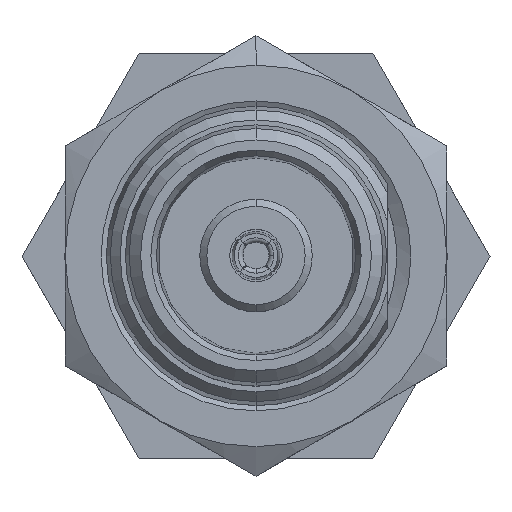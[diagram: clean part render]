
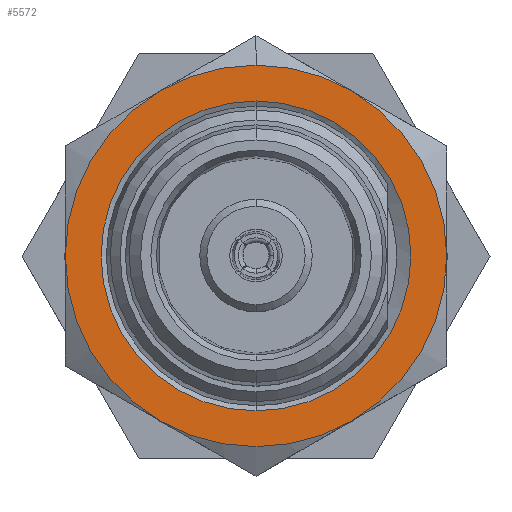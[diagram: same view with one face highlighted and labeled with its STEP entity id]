
A CAD part, top view. The second image highlights one B-rep face of the part: STEP entity #5572.
In plain terms, the highlighted planar face has unit normal (0, 0, 1).
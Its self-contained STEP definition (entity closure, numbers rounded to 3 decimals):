
#989 = ORIENTED_EDGE ( 'NONE', *, *, #5669, .T. ) ;
#1184 = CARTESIAN_POINT ( 'NONE',  ( 4., 6.928, -13.3 ) ) ;
#1364 = FACE_OUTER_BOUND ( 'NONE', #3186, .T. ) ;
#1531 = EDGE_CURVE ( 'NONE', #7131, #8325, #2519, .T. ) ;
#1637 = AXIS2_PLACEMENT_3D ( 'NONE', #10239, #2789, #8587 ) ;
#1828 = AXIS2_PLACEMENT_3D ( 'NONE', #3228, #6406, #2387 ) ;
#1900 = EDGE_CURVE ( 'NONE', #7696, #6236, #9305, .T. ) ;
#2005 = DIRECTION ( 'NONE',  ( 0., 0., 1. ) ) ;
#2116 = AXIS2_PLACEMENT_3D ( 'NONE', #5196, #9369, #7762 ) ;
#2125 = ORIENTED_EDGE ( 'NONE', *, *, #4830, .T. ) ;
#2199 = CARTESIAN_POINT ( 'NONE',  ( 0., 0., -13.3 ) ) ;
#2244 = CARTESIAN_POINT ( 'NONE',  ( 0., -6.5, -13.3 ) ) ;
#2340 = ORIENTED_EDGE ( 'NONE', *, *, #1531, .T. ) ;
#2387 = DIRECTION ( 'NONE',  ( 0., -1., 0. ) ) ;
#2490 = DIRECTION ( 'NONE',  ( 0., 1., 0. ) ) ;
#2519 = CIRCLE ( 'NONE', #2116, 8. ) ;
#2544 = CIRCLE ( 'NONE', #5881, 8. ) ;
#2758 = CARTESIAN_POINT ( 'NONE',  ( 0., 0., -13.3 ) ) ;
#2789 = DIRECTION ( 'NONE',  ( 0., 0., 1. ) ) ;
#2820 = DIRECTION ( 'NONE',  ( 0., -1., 0. ) ) ;
#3185 = CIRCLE ( 'NONE', #10884, 6.5 ) ;
#3186 = EDGE_LOOP ( 'NONE', ( #5605, #9462, #8729, #2340, #989, #7466, #2125 ) ) ;
#3228 = CARTESIAN_POINT ( 'NONE',  ( 0., 0., -13.3 ) ) ;
#3470 = DIRECTION ( 'NONE',  ( 0., 0., 1. ) ) ;
#3594 = CARTESIAN_POINT ( 'NONE',  ( 0., 0., -13.3 ) ) ;
#3696 = CIRCLE ( 'NONE', #5584, 8. ) ;
#3711 = DIRECTION ( 'NONE',  ( 0., 0., 1. ) ) ;
#3906 = EDGE_CURVE ( 'NONE', #6530, #7131, #2544, .T. ) ;
#4092 = CARTESIAN_POINT ( 'NONE',  ( -8., 0., -13.3 ) ) ;
#4401 = CARTESIAN_POINT ( 'NONE',  ( 0., 0., -13.3 ) ) ;
#4459 = DIRECTION ( 'NONE',  ( 0., 0., 1. ) ) ;
#4473 = EDGE_CURVE ( 'NONE', #9218, #6359, #6272, .T. ) ;
#4597 = VERTEX_POINT ( 'NONE', #2244 ) ;
#4641 = CARTESIAN_POINT ( 'NONE',  ( 0., 0., -13.3 ) ) ;
#4727 = AXIS2_PLACEMENT_3D ( 'NONE', #2758, #3470, #6042 ) ;
#4830 = EDGE_CURVE ( 'NONE', #6236, #9218, #6954, .T. ) ;
#5010 = CARTESIAN_POINT ( 'NONE',  ( -4., -6.928, -13.3 ) ) ;
#5061 = EDGE_LOOP ( 'NONE', ( #5798, #6566 ) ) ;
#5089 = VERTEX_POINT ( 'NONE', #9121 ) ;
#5126 = PLANE ( 'NONE',  #10779 ) ;
#5196 = CARTESIAN_POINT ( 'NONE',  ( 0., 0., -13.3 ) ) ;
#5565 = CIRCLE ( 'NONE', #1637, 6.5 ) ;
#5572 = ADVANCED_FACE ( 'NONE', ( #8452, #1364 ), #5126, .F. ) ;
#5577 = CIRCLE ( 'NONE', #4727, 8. ) ;
#5584 = AXIS2_PLACEMENT_3D ( 'NONE', #4641, #3711, #10522 ) ;
#5605 = ORIENTED_EDGE ( 'NONE', *, *, #4473, .T. ) ;
#5669 = EDGE_CURVE ( 'NONE', #8325, #7696, #5577, .T. ) ;
#5798 = ORIENTED_EDGE ( 'NONE', *, *, #8795, .F. ) ;
#5881 = AXIS2_PLACEMENT_3D ( 'NONE', #3594, #4459, #2820 ) ;
#5926 = DIRECTION ( 'NONE',  ( 0., 0., 1. ) ) ;
#5966 = AXIS2_PLACEMENT_3D ( 'NONE', #4401, #5926, #7741 ) ;
#6042 = DIRECTION ( 'NONE',  ( 0., -1., 0. ) ) ;
#6104 = CARTESIAN_POINT ( 'NONE',  ( 8., 0., -13.3 ) ) ;
#6136 = CARTESIAN_POINT ( 'NONE',  ( -4., 6.928, -13.3 ) ) ;
#6236 = VERTEX_POINT ( 'NONE', #5010 ) ;
#6272 = CIRCLE ( 'NONE', #1828, 8. ) ;
#6359 = VERTEX_POINT ( 'NONE', #6104 ) ;
#6406 = DIRECTION ( 'NONE',  ( 0., 0., 1. ) ) ;
#6457 = EDGE_CURVE ( 'NONE', #5089, #4597, #5565, .T. ) ;
#6530 = VERTEX_POINT ( 'NONE', #1184 ) ;
#6561 = EDGE_CURVE ( 'NONE', #6359, #6530, #3696, .T. ) ;
#6566 = ORIENTED_EDGE ( 'NONE', *, *, #6457, .F. ) ;
#6691 = DIRECTION ( 'NONE',  ( 0., 0., -1. ) ) ;
#6954 = CIRCLE ( 'NONE', #5966, 8. ) ;
#6998 = DIRECTION ( 'NONE',  ( 0., -1., 0. ) ) ;
#7119 = DIRECTION ( 'NONE',  ( 0., -1., 0. ) ) ;
#7131 = VERTEX_POINT ( 'NONE', #9633 ) ;
#7466 = ORIENTED_EDGE ( 'NONE', *, *, #1900, .T. ) ;
#7696 = VERTEX_POINT ( 'NONE', #4092 ) ;
#7741 = DIRECTION ( 'NONE',  ( 0., -1., 0. ) ) ;
#7762 = DIRECTION ( 'NONE',  ( 0., -1., 0. ) ) ;
#8325 = VERTEX_POINT ( 'NONE', #6136 ) ;
#8383 = CARTESIAN_POINT ( 'NONE',  ( 0., 8., -13.3 ) ) ;
#8452 = FACE_BOUND ( 'NONE', #5061, .T. ) ;
#8587 = DIRECTION ( 'NONE',  ( 0., -1., 0. ) ) ;
#8729 = ORIENTED_EDGE ( 'NONE', *, *, #3906, .T. ) ;
#8795 = EDGE_CURVE ( 'NONE', #4597, #5089, #3185, .T. ) ;
#9121 = CARTESIAN_POINT ( 'NONE',  ( 0., 6.5, -13.3 ) ) ;
#9218 = VERTEX_POINT ( 'NONE', #9443 ) ;
#9305 = CIRCLE ( 'NONE', #10508, 8. ) ;
#9369 = DIRECTION ( 'NONE',  ( 0., 0., 1. ) ) ;
#9443 = CARTESIAN_POINT ( 'NONE',  ( 4., -6.928, -13.3 ) ) ;
#9462 = ORIENTED_EDGE ( 'NONE', *, *, #6561, .T. ) ;
#9633 = CARTESIAN_POINT ( 'NONE',  ( 0., 8., -13.3 ) ) ;
#9768 = DIRECTION ( 'NONE',  ( 0., 0., 1. ) ) ;
#10239 = CARTESIAN_POINT ( 'NONE',  ( 0., 0., -13.3 ) ) ;
#10429 = CARTESIAN_POINT ( 'NONE',  ( 0., 0., -13.3 ) ) ;
#10508 = AXIS2_PLACEMENT_3D ( 'NONE', #2199, #9768, #7119 ) ;
#10522 = DIRECTION ( 'NONE',  ( 0., -1., 0. ) ) ;
#10779 = AXIS2_PLACEMENT_3D ( 'NONE', #8383, #6691, #2490 ) ;
#10884 = AXIS2_PLACEMENT_3D ( 'NONE', #10429, #2005, #6998 ) ;
